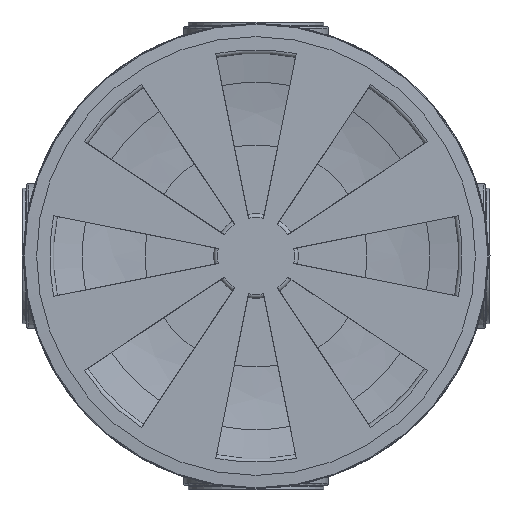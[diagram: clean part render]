
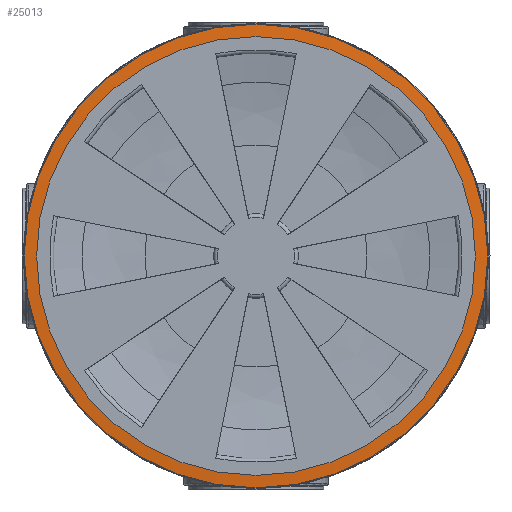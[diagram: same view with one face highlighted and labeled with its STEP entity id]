
A CAD part, front view. The second image highlights one B-rep face of the part: STEP entity #25013.
In plain terms, the highlighted conical face has half-angle 86 degrees and reference radius 353.465 mm.
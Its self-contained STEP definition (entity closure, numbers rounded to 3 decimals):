
#2749=CONICAL_SURFACE('',#27781,353.465,1.501);
#3262=LINE('',#59644,#3823);
#3823=VECTOR('',#33413,353.465);
#5356=FACE_OUTER_BOUND('',#6992,.T.);
#6992=EDGE_LOOP('',(#21805,#21806,#21807,#21808,#21809,#21810));
#8839=CIRCLE('',#27782,364.57);
#8840=CIRCLE('',#27783,342.36);
#8841=CIRCLE('',#27784,342.36);
#8842=CIRCLE('',#27785,364.57);
#11271=VERTEX_POINT('',#59640);
#11272=VERTEX_POINT('',#59641);
#11273=VERTEX_POINT('',#59643);
#11274=VERTEX_POINT('',#59645);
#14895=EDGE_CURVE('',#11271,#11272,#8839,.T.);
#14896=EDGE_CURVE('',#11271,#11273,#3262,.T.);
#14897=EDGE_CURVE('',#11273,#11274,#8840,.T.);
#14898=EDGE_CURVE('',#11274,#11273,#8841,.T.);
#14899=EDGE_CURVE('',#11272,#11271,#8842,.T.);
#21805=ORIENTED_EDGE('',*,*,#14895,.F.);
#21806=ORIENTED_EDGE('',*,*,#14896,.T.);
#21807=ORIENTED_EDGE('',*,*,#14897,.T.);
#21808=ORIENTED_EDGE('',*,*,#14898,.T.);
#21809=ORIENTED_EDGE('',*,*,#14896,.F.);
#21810=ORIENTED_EDGE('',*,*,#14899,.F.);
#25013=ADVANCED_FACE('',(#5356),#2749,.T.);
#27781=AXIS2_PLACEMENT_3D('',#59639,#33409,#33410);
#27782=AXIS2_PLACEMENT_3D('',#59642,#33411,#33412);
#27783=AXIS2_PLACEMENT_3D('',#59646,#33414,#33415);
#27784=AXIS2_PLACEMENT_3D('',#59647,#33416,#33417);
#27785=AXIS2_PLACEMENT_3D('',#59648,#33418,#33419);
#33409=DIRECTION('center_axis',(0.,1.,0.));
#33410=DIRECTION('ref_axis',(-1.,0.,0.));
#33411=DIRECTION('center_axis',(0.,1.,0.));
#33412=DIRECTION('ref_axis',(1.,0.,0.));
#33413=DIRECTION('',(-0.998,-0.07,0.));
#33414=DIRECTION('center_axis',(0.,1.,0.));
#33415=DIRECTION('ref_axis',(1.,0.,0.));
#33416=DIRECTION('center_axis',(0.,1.,0.));
#33417=DIRECTION('ref_axis',(1.,0.,0.));
#33418=DIRECTION('center_axis',(0.,1.,0.));
#33419=DIRECTION('ref_axis',(1.,0.,0.));
#59639=CARTESIAN_POINT('Origin',(0.,23.158,
0.));
#59640=CARTESIAN_POINT('',(364.57,23.935,0.));
#59641=CARTESIAN_POINT('',(0.,23.935,-364.57));
#59642=CARTESIAN_POINT('Origin',(0.,23.935,
0.));
#59643=CARTESIAN_POINT('',(342.36,22.382,0.));
#59644=CARTESIAN_POINT('',(353.465,23.158,0.));
#59645=CARTESIAN_POINT('',(0.,22.382,-342.36));
#59646=CARTESIAN_POINT('Origin',(0.,22.382,
0.));
#59647=CARTESIAN_POINT('Origin',(0.,22.382,
0.));
#59648=CARTESIAN_POINT('Origin',(0.,23.935,
0.));
